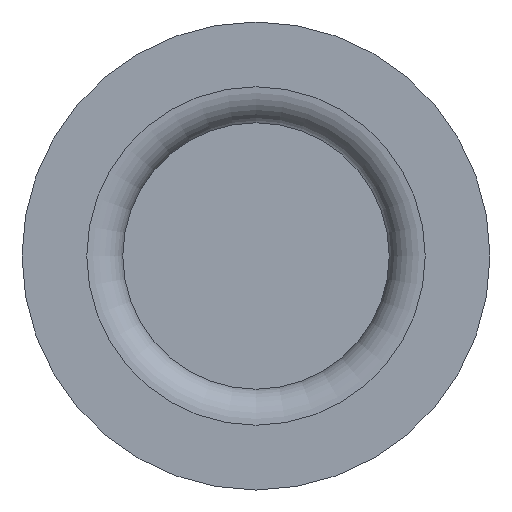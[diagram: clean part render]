
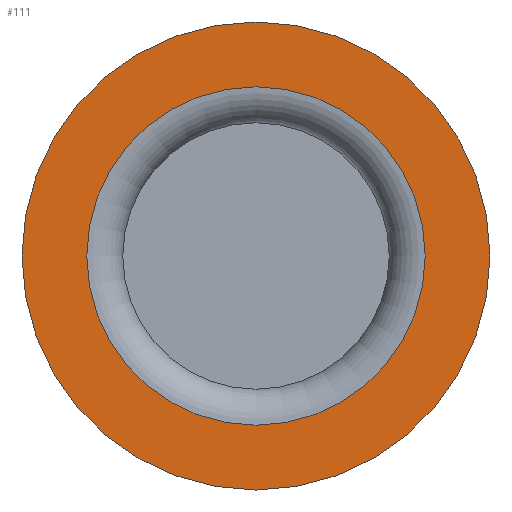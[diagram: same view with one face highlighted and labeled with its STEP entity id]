
A CAD part, front view. The second image highlights one B-rep face of the part: STEP entity #111.
In plain terms, the highlighted planar face has unit normal (0, -1, 0).
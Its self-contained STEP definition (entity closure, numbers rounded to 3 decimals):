
#15=FACE_BOUND('',#38,.T.);
#17=PLANE('',#144);
#30=FACE_OUTER_BOUND('',#37,.T.);
#37=EDGE_LOOP('',(#100));
#38=EDGE_LOOP('',(#101,#102));
#45=CIRCLE('',#134,3.25);
#46=CIRCLE('',#137,2.35);
#50=CIRCLE('',#141,2.35);
#56=VERTEX_POINT('',#200);
#57=VERTEX_POINT('',#205);
#58=VERTEX_POINT('',#206);
#68=EDGE_CURVE('',#56,#56,#45,.T.);
#69=EDGE_CURVE('',#57,#58,#46,.T.);
#73=EDGE_CURVE('',#58,#57,#50,.T.);
#100=ORIENTED_EDGE('',*,*,#68,.T.);
#101=ORIENTED_EDGE('',*,*,#69,.F.);
#102=ORIENTED_EDGE('',*,*,#73,.F.);
#111=ADVANCED_FACE('',(#30,#15),#17,.F.);
#134=AXIS2_PLACEMENT_3D('',#202,#163,#164);
#137=AXIS2_PLACEMENT_3D('',#207,#169,#170);
#141=AXIS2_PLACEMENT_3D('',#213,#177,#178);
#144=AXIS2_PLACEMENT_3D('',#218,#184,#185);
#163=DIRECTION('center_axis',(0.,-1.,0.));
#164=DIRECTION('ref_axis',(1.,0.,0.));
#169=DIRECTION('center_axis',(0.,-1.,0.));
#170=DIRECTION('ref_axis',(1.,0.,0.));
#177=DIRECTION('center_axis',(0.,-1.,0.));
#178=DIRECTION('ref_axis',(1.,0.,0.));
#184=DIRECTION('center_axis',(0.,1.,0.));
#185=DIRECTION('ref_axis',(0.,0.,1.));
#200=CARTESIAN_POINT('',(11.8,18.6,9.4));
#202=CARTESIAN_POINT('Origin',(15.05,18.6,9.4));
#205=CARTESIAN_POINT('',(12.7,18.6,9.4));
#206=CARTESIAN_POINT('',(15.05,18.6,7.05));
#207=CARTESIAN_POINT('Origin',(15.05,18.6,9.4));
#213=CARTESIAN_POINT('Origin',(15.05,18.6,9.4));
#218=CARTESIAN_POINT('Origin',(15.05,18.6,9.4));
